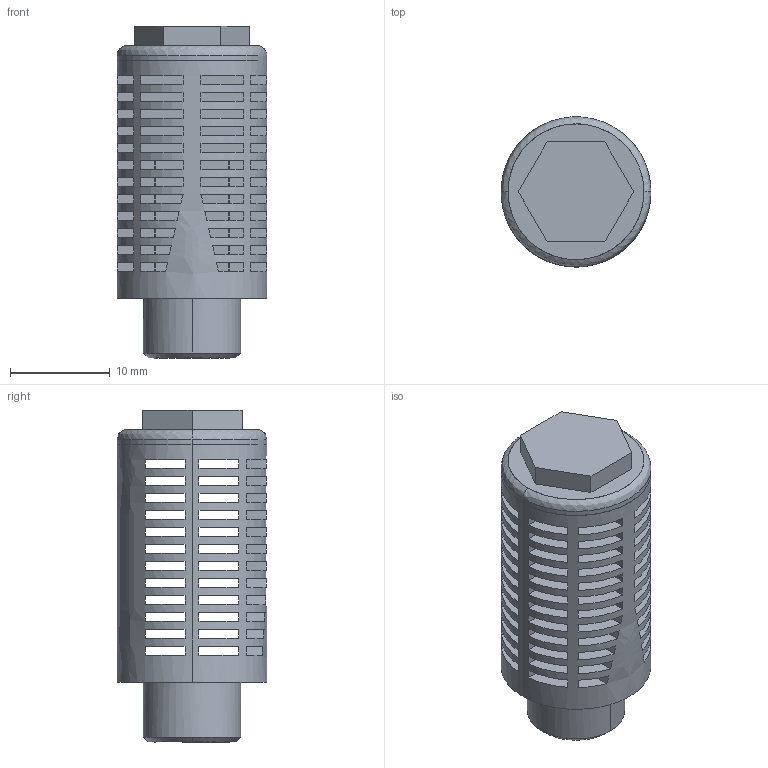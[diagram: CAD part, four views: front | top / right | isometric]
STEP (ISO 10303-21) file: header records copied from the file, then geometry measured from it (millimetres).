
FILE_DESCRIPTION(/* description */ (''),/* implementation_level */ '2;1');
FILE_NAME(/* name */ 'MV11~94G',/* time_stamp */ '2018-11-13T15:22:12+01:00',/* author */ (''),/* organization */ (''),/* preprocessor_version */ 'ST-DEVELOPER v15',/* originating_system */ '',/* authorisation */ '');
FILE_SCHEMA (('CONFIG_CONTROL_DESIGN'));
Length unit declared in the file: millimetre
Products named in the file (1): Document
Bounding box: 15 x 15 x 33.23 mm (x, y, z)
Volume: 173.2 mm3; surface area: 5109.2 mm2
Topology: 1 solids, 271 shells, 278 faces, 1911 edges, 1905 vertices
Faces by surface type: plane 262, bspline 16
Entity records: 16565 total; most frequent: CARTESIAN_POINT 6977, ORIENTED_EDGE 1929, EDGE_CURVE 1911, VERTEX_POINT 1905, B_SPLINE_CURVE_WITH_KNOTS 1438, EDGE_LOOP 352, ADVANCED_FACE 278, FACE_OUTER_BOUND 278
